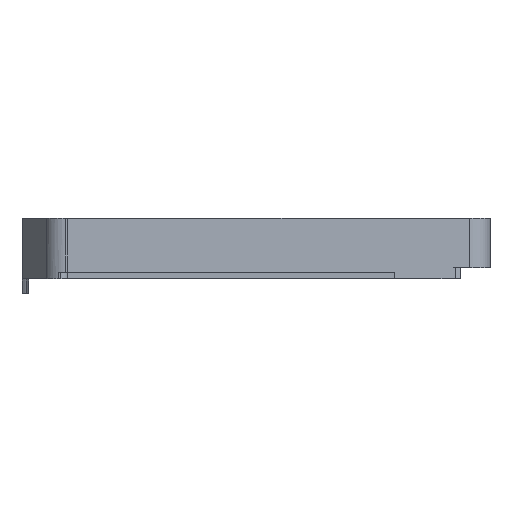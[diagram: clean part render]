
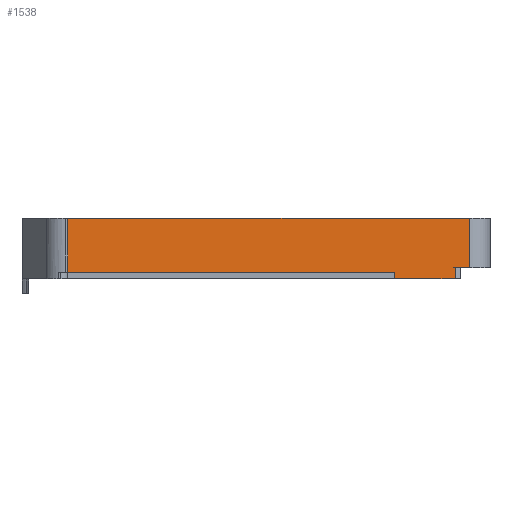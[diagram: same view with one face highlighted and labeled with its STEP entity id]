
A CAD part, left-side view. The second image highlights one B-rep face of the part: STEP entity #1538.
In plain terms, the highlighted planar face has unit normal (-0.997, -0.079, 0).
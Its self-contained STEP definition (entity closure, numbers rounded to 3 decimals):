
#101 = EDGE_CURVE ( 'NONE', #1269, #1241, #2522, .T. ) ;
#121 = VECTOR ( 'NONE', #832, 1000. ) ;
#187 = VECTOR ( 'NONE', #641, 1000. ) ;
#333 = LINE ( 'NONE', #1456, #1412 ) ;
#391 = DIRECTION ( 'NONE',  ( 0.078, -0.997, 0. ) ) ;
#415 = ORIENTED_EDGE ( 'NONE', *, *, #101, .F. ) ;
#453 = VERTEX_POINT ( 'NONE', #2675 ) ;
#468 = CARTESIAN_POINT ( 'NONE',  ( -60.101, -163.883, 0. ) ) ;
#470 = CARTESIAN_POINT ( 'NONE',  ( -61.163, -150.395, 2.5 ) ) ;
#565 = DIRECTION ( 'NONE',  ( 0.078, -0.997, 0. ) ) ;
#566 = LINE ( 'NONE', #1932, #1808 ) ;
#641 = DIRECTION ( 'NONE',  ( 0.078, -0.997, 0. ) ) ;
#653 = VERTEX_POINT ( 'NONE', #884 ) ;
#699 = CARTESIAN_POINT ( 'NONE',  ( -60.101, -163.883, 2.5 ) ) ;
#703 = EDGE_CURVE ( 'NONE', #453, #1241, #866, .T. ) ;
#731 = DIRECTION ( 'NONE',  ( 0., 0., -1. ) ) ;
#748 = EDGE_CURVE ( 'NONE', #2107, #805, #566, .T. ) ;
#805 = VERTEX_POINT ( 'NONE', #2147 ) ;
#832 = DIRECTION ( 'NONE',  ( 0., 0., -1. ) ) ;
#841 = ORIENTED_EDGE ( 'NONE', *, *, #2687, .T. ) ;
#866 = LINE ( 'NONE', #2076, #187 ) ;
#884 = CARTESIAN_POINT ( 'NONE',  ( -61.163, -150.395, 1.5 ) ) ;
#1060 = CARTESIAN_POINT ( 'NONE',  ( -59.85, -167.07, 13.5 ) ) ;
#1069 = PLANE ( 'NONE',  #2708 ) ;
#1241 = VERTEX_POINT ( 'NONE', #468 ) ;
#1269 = VERTEX_POINT ( 'NONE', #699 ) ;
#1272 = FACE_OUTER_BOUND ( 'NONE', #2576, .T. ) ;
#1308 = VECTOR ( 'NONE', #565, 1000. ) ;
#1387 = DIRECTION ( 'NONE',  ( 0.078, -0.997, 0. ) ) ;
#1412 = VECTOR ( 'NONE', #1527, 1000. ) ;
#1456 = CARTESIAN_POINT ( 'NONE',  ( -59.85, -167.07, -104.139 ) ) ;
#1519 = CARTESIAN_POINT ( 'NONE',  ( -60.101, -163.883, 1.5 ) ) ;
#1527 = DIRECTION ( 'NONE',  ( 0., 0., 1. ) ) ;
#1538 = ADVANCED_FACE ( 'NONE', ( #1272 ), #1069, .F. ) ;
#1553 = EDGE_CURVE ( 'NONE', #805, #653, #1805, .T. ) ;
#1571 = VECTOR ( 'NONE', #731, 1000. ) ;
#1650 = EDGE_CURVE ( 'NONE', #1269, #2336, #2441, .T. ) ;
#1687 = VECTOR ( 'NONE', #391, 1000. ) ;
#1720 = EDGE_CURVE ( 'NONE', #2107, #2797, #1946, .T. ) ;
#1781 = ORIENTED_EDGE ( 'NONE', *, *, #1553, .T. ) ;
#1787 = ORIENTED_EDGE ( 'NONE', *, *, #1720, .F. ) ;
#1805 = LINE ( 'NONE', #1519, #1308 ) ;
#1808 = VECTOR ( 'NONE', #3093, 1000. ) ;
#1932 = CARTESIAN_POINT ( 'NONE',  ( -66.911, -77.356, 2.5 ) ) ;
#1946 = LINE ( 'NONE', #2113, #2504 ) ;
#1999 = ORIENTED_EDGE ( 'NONE', *, *, #1650, .T. ) ;
#2029 = ORIENTED_EDGE ( 'NONE', *, *, #2529, .T. ) ;
#2076 = CARTESIAN_POINT ( 'NONE',  ( -60.101, -163.883, 0. ) ) ;
#2107 = VERTEX_POINT ( 'NONE', #2748 ) ;
#2113 = CARTESIAN_POINT ( 'NONE',  ( -66.911, -77.356, 13.5 ) ) ;
#2147 = CARTESIAN_POINT ( 'NONE',  ( -66.911, -77.356, 1.5 ) ) ;
#2149 = ORIENTED_EDGE ( 'NONE', *, *, #703, .T. ) ;
#2210 = LINE ( 'NONE', #470, #1571 ) ;
#2336 = VERTEX_POINT ( 'NONE', #2395 ) ;
#2395 = CARTESIAN_POINT ( 'NONE',  ( -59.85, -167.07, 2.5 ) ) ;
#2441 = LINE ( 'NONE', #2540, #1687 ) ;
#2504 = VECTOR ( 'NONE', #1387, 1000. ) ;
#2522 = LINE ( 'NONE', #2980, #121 ) ;
#2529 = EDGE_CURVE ( 'NONE', #653, #453, #2210, .T. ) ;
#2540 = CARTESIAN_POINT ( 'NONE',  ( -60.101, -163.883, 2.5 ) ) ;
#2559 = ORIENTED_EDGE ( 'NONE', *, *, #748, .T. ) ;
#2576 = EDGE_LOOP ( 'NONE', ( #1781, #2029, #2149, #415, #1999, #841, #1787, #2559 ) ) ;
#2675 = CARTESIAN_POINT ( 'NONE',  ( -61.163, -150.395, 0. ) ) ;
#2687 = EDGE_CURVE ( 'NONE', #2336, #2797, #333, .T. ) ;
#2708 = AXIS2_PLACEMENT_3D ( 'NONE', #2710, #2739, #2723 ) ;
#2710 = CARTESIAN_POINT ( 'NONE',  ( -60.101, -163.883, 2.5 ) ) ;
#2723 = DIRECTION ( 'NONE',  ( -0.078, 0.997, 0. ) ) ;
#2739 = DIRECTION ( 'NONE',  ( 0.997, 0.078, 0. ) ) ;
#2748 = CARTESIAN_POINT ( 'NONE',  ( -66.911, -77.356, 13.5 ) ) ;
#2797 = VERTEX_POINT ( 'NONE', #1060 ) ;
#2980 = CARTESIAN_POINT ( 'NONE',  ( -60.101, -163.883, 2.5 ) ) ;
#3093 = DIRECTION ( 'NONE',  ( 0., 0., -1. ) ) ;
